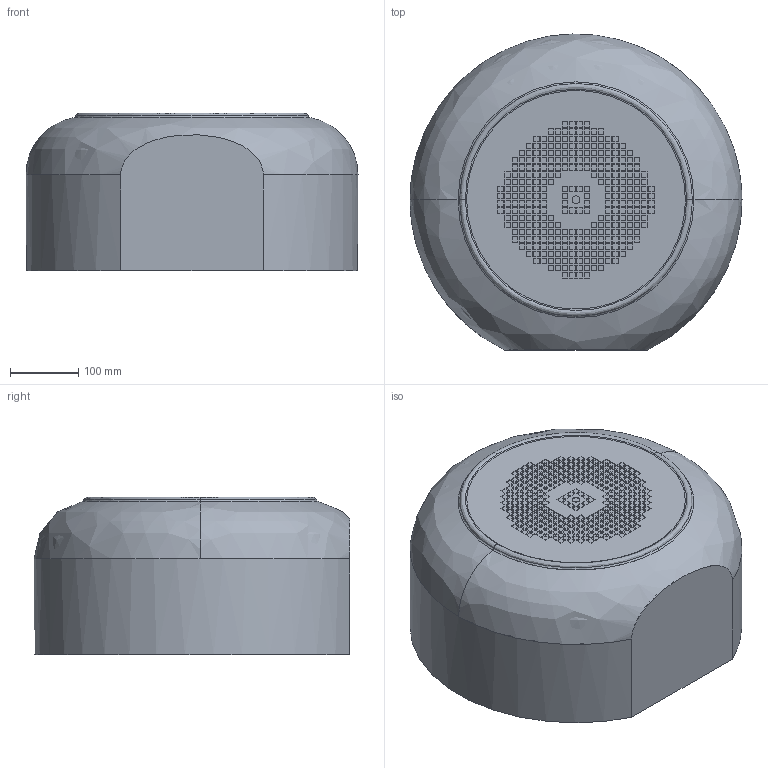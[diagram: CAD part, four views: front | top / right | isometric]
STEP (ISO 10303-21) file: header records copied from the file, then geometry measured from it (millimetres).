
FILE_DESCRIPTION (( 'STEP AP214' ), '1' );
FILE_NAME ('MTAP2-SHROUD-360.STEP', '2018-11-05T15:47:35', ( '' ), ( '' ), 'SwSTEP 2.0', 'SolidWorks 2017', '' );
FILE_SCHEMA (( 'AUTOMOTIVE_DESIGN' ));
Length unit declared in the file: inch
Products named in the file (1): MTAP2-SHROUD-360
Bounding box: 485 x 461.46 x 229.98 mm (x, y, z)
Volume: 914073.2 mm3; surface area: 946805 mm2
Topology: 1 solids, 1 shells, 1566 faces, 3754 edges, 2500 vertices
Faces by surface type: plane 1546, bspline 16, cylinder 4
Entity records: 65765 total; most frequent: CARTESIAN_POINT 8817, ORIENTED_EDGE 7508, DIRECTION 6878, EDGE_CURVE 3754, LINE 3704, VECTOR 3704, VERTEX_POINT 2500, EDGE_LOOP 1876
